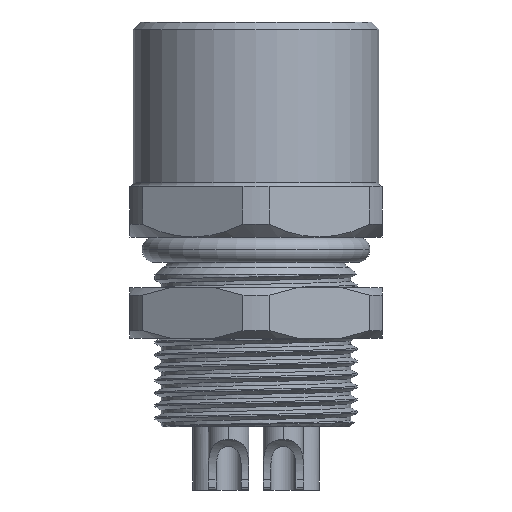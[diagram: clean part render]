
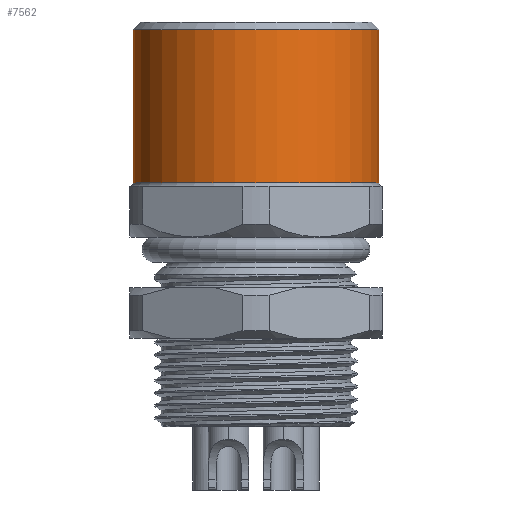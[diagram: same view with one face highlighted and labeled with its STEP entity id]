
A CAD part, front view. The second image highlights one B-rep face of the part: STEP entity #7562.
In plain terms, the highlighted cylindrical face has radius 4.85 mm (diameter 9.7 mm), a partial arc.
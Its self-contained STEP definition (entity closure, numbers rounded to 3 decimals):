
#3066=DIRECTION('',(0.,0.,1.));
#3067=VECTOR('',#3066,6.05);
#3068=CARTESIAN_POINT('',(4.85,0.,-0.15));
#3069=LINE('',#3068,#3067);
#3085=CARTESIAN_POINT('',(0.,0.,-0.15));
#3086=DIRECTION('',(0.,0.,-1.));
#3087=DIRECTION('',(1.,0.,0.));
#3088=AXIS2_PLACEMENT_3D('',#3085,#3086,#3087);
#3090=DIRECTION('',(0.,0.,1.));
#3091=VECTOR('',#3090,6.05);
#3092=CARTESIAN_POINT('',(-4.85,0.,-0.15));
#3093=LINE('',#3092,#3091);
#3094=CARTESIAN_POINT('',(0.,0.,5.9));
#3095=DIRECTION('',(0.,0.,1.));
#3096=DIRECTION('',(-1.,0.,0.));
#3097=AXIS2_PLACEMENT_3D('',#3094,#3095,#3096);
#7186=CARTESIAN_POINT('',(-4.85,0.,5.9));
#7187=CARTESIAN_POINT('',(4.85,0.,5.9));
#7188=VERTEX_POINT('',#7186);
#7189=VERTEX_POINT('',#7187);
#7366=CARTESIAN_POINT('',(4.85,0.,-0.15));
#7367=CARTESIAN_POINT('',(-4.85,0.,-0.15));
#7368=VERTEX_POINT('',#7366);
#7369=VERTEX_POINT('',#7367);
#7551=CARTESIAN_POINT('',(0.,0.,-0.3));
#7552=DIRECTION('',(0.,0.,1.));
#7553=DIRECTION('',(1.,0.,0.));
#7554=AXIS2_PLACEMENT_3D('',#7551,#7552,#7553);
#7555=CYLINDRICAL_SURFACE('',#7554,4.85);
#7556=ORIENTED_EDGE('',*,*,#7538,.T.);
#7557=ORIENTED_EDGE('',*,*,#7509,.T.);
#7558=ORIENTED_EDGE('',*,*,#7479,.T.);
#7559=ORIENTED_EDGE('',*,*,#7506,.F.);
#7560=EDGE_LOOP('',(#7556,#7557,#7558,#7559));
#7561=FACE_OUTER_BOUND('',#7560,.F.);
#3089=CIRCLE('',#3088,4.85);
#3098=CIRCLE('',#3097,4.85);
#7479=EDGE_CURVE('',#7188,#7189,#3098,.T.);
#7506=EDGE_CURVE('',#7368,#7189,#3069,.T.);
#7509=EDGE_CURVE('',#7369,#7188,#3093,.T.);
#7538=EDGE_CURVE('',#7368,#7369,#3089,.T.);
#7562=ADVANCED_FACE('',(#7561),#7555,.T.);
